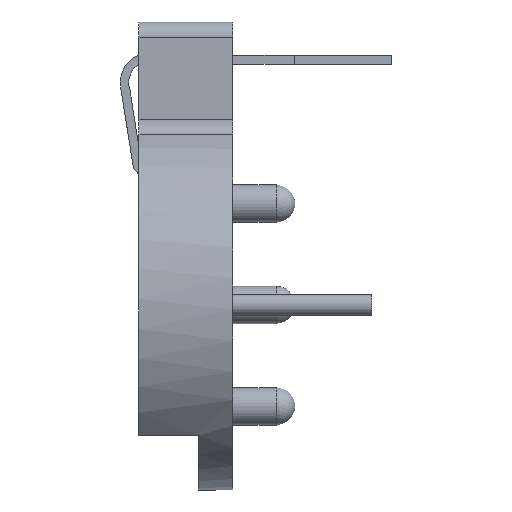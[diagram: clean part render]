
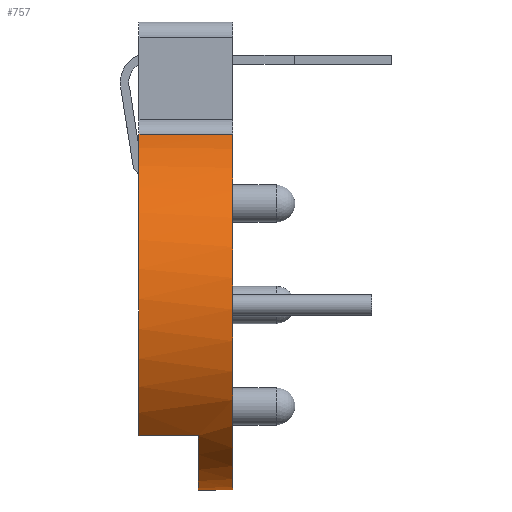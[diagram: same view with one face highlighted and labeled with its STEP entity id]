
A CAD part, left-side view. The second image highlights one B-rep face of the part: STEP entity #757.
In plain terms, the highlighted cylindrical face has radius 7.531 mm (diameter 15.062 mm), a partial arc.
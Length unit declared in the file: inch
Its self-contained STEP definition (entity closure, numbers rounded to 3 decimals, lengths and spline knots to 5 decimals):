
#722 = ORIENTED_EDGE ( 'NONE', *, *, #813, .F. ) ;
#723 = EDGE_CURVE ( 'NONE', #738, #760, #2664, .T. ) ;
#738 = VERTEX_POINT ( 'NONE', #2494 ) ;
#742 = ORIENTED_EDGE ( 'NONE', *, *, #743, .F. ) ;
#743 = EDGE_CURVE ( 'NONE', #760, #809, #2493, .T. ) ;
#744 = ORIENTED_EDGE ( 'NONE', *, *, #745, .T. ) ;
#745 = EDGE_CURVE ( 'NONE', #746, #750, #2489, .T. ) ;
#746 = VERTEX_POINT ( 'NONE', #2484 ) ;
#748 = ORIENTED_EDGE ( 'NONE', *, *, #768, .T. ) ;
#749 = EDGE_CURVE ( 'NONE', #738, #746, #2483, .T. ) ;
#750 = VERTEX_POINT ( 'NONE', #2479 ) ;
#757 = ADVANCED_FACE ( 'NONE', ( #2531 ), #2530, .T. ) ;
#758 = ORIENTED_EDGE ( 'NONE', *, *, #723, .F. ) ;
#759 = EDGE_LOOP ( 'NONE', ( #758, #762, #744, #748, #722, #742 ) ) ;
#760 = VERTEX_POINT ( 'NONE', #2528 ) ;
#762 = ORIENTED_EDGE ( 'NONE', *, *, #749, .T. ) ;
#768 = EDGE_CURVE ( 'NONE', #750, #769, #2515, .T. ) ;
#769 = VERTEX_POINT ( 'NONE', #2511 ) ;
#809 = VERTEX_POINT ( 'NONE', #2720 ) ;
#813 = EDGE_CURVE ( 'NONE', #809, #769, #2698, .T. ) ;
#2479 = CARTESIAN_POINT ( 'NONE',  ( -0.11344, 0., 0.27394 ) ) ;
#2480 = DIRECTION ( 'NONE',  ( 0., -1., 0. ) ) ;
#2481 = VECTOR ( 'NONE', #2480, 39.37008 ) ;
#2482 = CARTESIAN_POINT ( 'NONE',  ( 0., 0.15, -0.2965 ) ) ;
#2483 = LINE ( 'NONE', #2482, #2481 ) ;
#2484 = CARTESIAN_POINT ( 'NONE',  ( 0., 0., -0.2965 ) ) ;
#2485 = DIRECTION ( 'NONE',  ( 0., 0., 1. ) ) ;
#2486 = DIRECTION ( 'NONE',  ( 0., 1., 0. ) ) ;
#2487 = CARTESIAN_POINT ( 'NONE',  ( 0., 0., 0. ) ) ;
#2488 = AXIS2_PLACEMENT_3D ( 'NONE', #2487, #2486, #2485 ) ;
#2489 = CIRCLE ( 'NONE', #2488, 0.2965 ) ;
#2490 = DIRECTION ( 'NONE',  ( 0., 1., 0. ) ) ;
#2491 = VECTOR ( 'NONE', #2490, 39.37008 ) ;
#2492 = CARTESIAN_POINT ( 'NONE',  ( -0.20966, 0.055, -0.20966 ) ) ;
#2493 = LINE ( 'NONE', #2492, #2491 ) ;
#2494 = CARTESIAN_POINT ( 'NONE',  ( 0., 0.055, -0.2965 ) ) ;
#2511 = CARTESIAN_POINT ( 'NONE',  ( -0.11344, 0.15, 0.27394 ) ) ;
#2512 = DIRECTION ( 'NONE',  ( 0., 1., 0. ) ) ;
#2513 = VECTOR ( 'NONE', #2512, 39.37008 ) ;
#2514 = CARTESIAN_POINT ( 'NONE',  ( -0.11344, 0.15, 0.27394 ) ) ;
#2515 = LINE ( 'NONE', #2514, #2513 ) ;
#2525 = DIRECTION ( 'NONE',  ( 0., 0., -1. ) ) ;
#2526 = DIRECTION ( 'NONE',  ( 0., -1., 0. ) ) ;
#2527 = AXIS2_PLACEMENT_3D ( 'NONE', #2529, #2526, #2525 ) ;
#2528 = CARTESIAN_POINT ( 'NONE',  ( -0.20966, 0.055, -0.20966 ) ) ;
#2529 = CARTESIAN_POINT ( 'NONE',  ( 0., 0.15, 0. ) ) ;
#2530 = CYLINDRICAL_SURFACE ( 'NONE', #2527, 0.2965 ) ;
#2531 = FACE_OUTER_BOUND ( 'NONE', #759, .T. ) ;
#2660 = DIRECTION ( 'NONE',  ( 0., 0., 1. ) ) ;
#2661 = DIRECTION ( 'NONE',  ( 0., 1., 0. ) ) ;
#2662 = CARTESIAN_POINT ( 'NONE',  ( 0., 0.055, 0. ) ) ;
#2663 = AXIS2_PLACEMENT_3D ( 'NONE', #2662, #2661, #2660 ) ;
#2664 = CIRCLE ( 'NONE', #2663, 0.2965 ) ;
#2694 = DIRECTION ( 'NONE',  ( 0., 0., 1. ) ) ;
#2695 = DIRECTION ( 'NONE',  ( 0., 1., 0. ) ) ;
#2696 = CARTESIAN_POINT ( 'NONE',  ( 0., 0.15, 0. ) ) ;
#2697 = AXIS2_PLACEMENT_3D ( 'NONE', #2696, #2695, #2694 ) ;
#2698 = CIRCLE ( 'NONE', #2697, 0.2965 ) ;
#2720 = CARTESIAN_POINT ( 'NONE',  ( -0.20966, 0.15, -0.20966 ) ) ;
